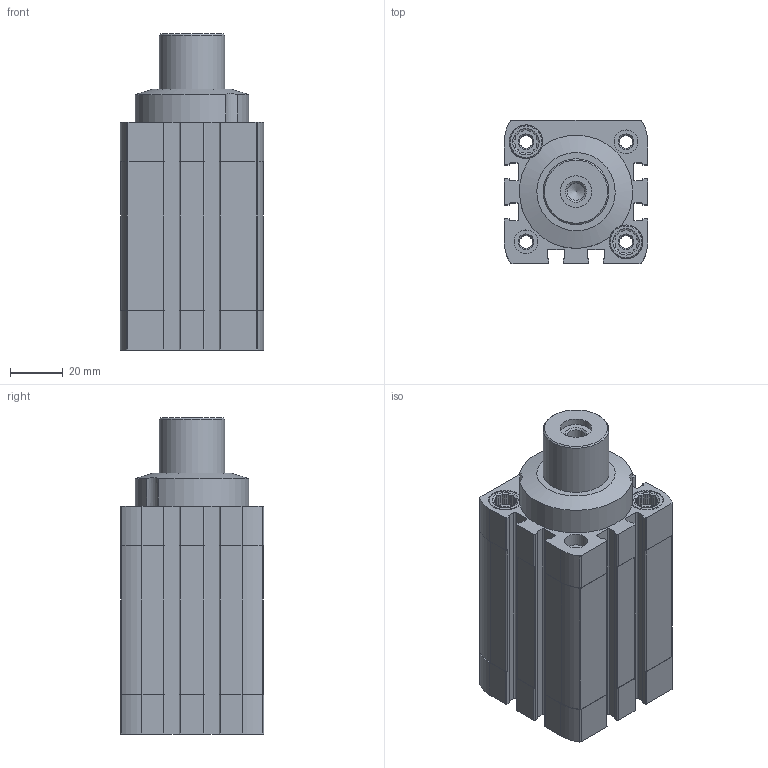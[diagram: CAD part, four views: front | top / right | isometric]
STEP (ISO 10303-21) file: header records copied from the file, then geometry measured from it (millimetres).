
FILE_DESCRIPTION(/* description */ ('STEP AP214'),/* implementation_level */ '2;1');
FILE_NAME(/* name */ '576135_DFSP-40-20-PF-PA',/* time_stamp */ '2024-08-14T16:29:14+02:00',/* author */ ('License CC BY-ND 4.0'),/* organization */ ('CADENAS'),/* preprocessor_version */ 'ST-DEVELOPER v19.3',/* originating_system */ 'PARTsolutions',/* authorisation */ ' ');
FILE_SCHEMA (('AUTOMOTIVE_DESIGN {1 0 10303 214 3 1 1}'));
Length unit declared in the file: millimetre
Products named in the file (4): 576135 DFSP-40-20-PF-PA---(0); 575169 DFSP-40-20_g; 575169 DFSP-40-20-F_ks; 340116 G1/8-AEVU
Assembly tree (3 placements, depth 2):
  576135 DFSP-40-20-PF-PA---(0)
    575169 DFSP-40-20_g
    575169 DFSP-40-20-F_ks
    340116 G1/8-AEVU
Bounding box: 54.5 x 54.5 x 120 mm (x, y, z)
Volume: 223762.4 mm3; surface area: 58496.7 mm2
Topology: 3 solids, 3 shells, 427 faces, 1164 edges, 771 vertices
Faces by surface type: plane 222, cylinder 179, cone 25, sphere 1
Full cylindrical faces by diameter (mm): 4.917 x8, 6.2 x1, 6.647 x1, 6.917 x4, 8.3 x1, 8.566 x2, 9 x5, 12 x1, 12.8 x4, 25 x2, 40 x2
Entity records: 13399 total; most frequent: CARTESIAN_POINT 2602, DIRECTION 2236, ORIENTED_EDGE 2192, EDGE_CURVE 1096, AXIS2_PLACEMENT_3D 813, VERTEX_POINT 759, LINE 610, VECTOR 610
